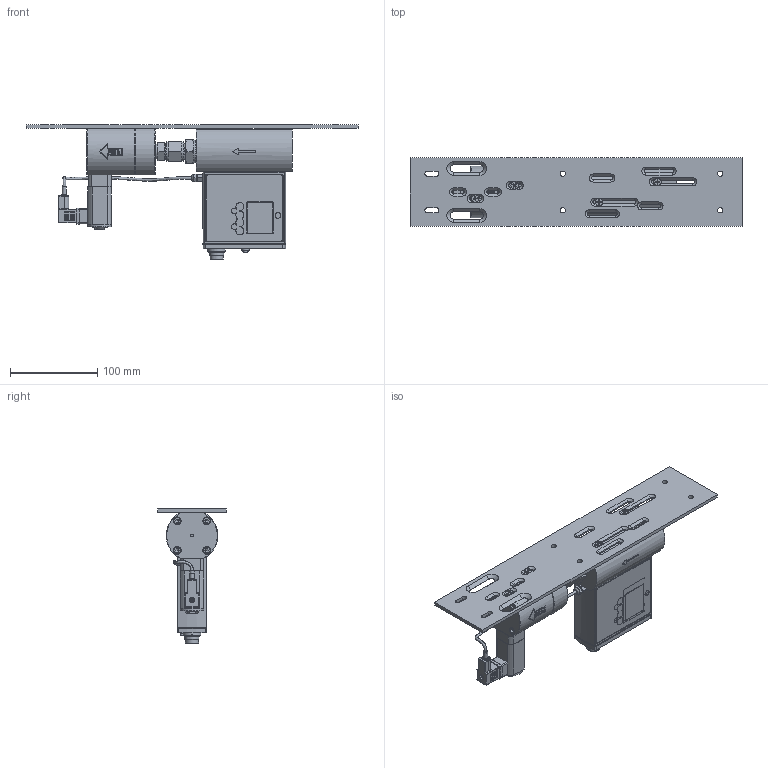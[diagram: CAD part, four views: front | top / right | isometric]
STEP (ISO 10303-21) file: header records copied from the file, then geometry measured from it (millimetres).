
FILE_DESCRIPTION(/* description */ (''),/* implementation_level */ '2;1');
FILE_NAME(/* name */ 'D-6373+002AI.stp',/* time_stamp */ '2016-10-31T15:48:03+01:00',/* author */ ('marleen'),/* organization */ (''),/* preprocessor_version */ 'ST-DEVELOPER v16.1',/* originating_system */ 'Autodesk Inventor 2016',/* authorisation */ '');
FILE_SCHEMA (('AUTOMOTIVE_DESIGN { 1 0 10303 214 3 1 1 }'));
Length unit declared in the file: millimetre
Products named in the file (1): Part2
Bounding box: 380 x 78 x 153.5 mm (x, y, z)
Volume: 928527.8 mm3; surface area: 156214.3 mm2
Topology: 1 solids, 26 shells, 1243 faces, 3207 edges, 2153 vertices
Faces by surface type: plane 630, cylinder 290, cone 180, bspline 75, torus 54, sphere 14
Full cylindrical faces by diameter (mm): 1 x8, 2.013 x2, 2.459 x7, 2.693 x2, 2.88 x2, 3 x10, 3.242 x2, 3.4 x4, 3.571 x4, 3.6 x3, 3.75 x2, 4 x6, 4.134 x4, 4.3 x2, 5 x1, 5.4 x1, 5.5 x5, 5.842 x1, 5.9 x1, 6 x7, 6.2 x1, 6.4 x1, 6.5 x1, 6.7 x1, 6.81 x1, 7 x1, 8.3 x1, 8.4 x4, 8.5 x4, 9 x6
Entity records: 43970 total; most frequent: CARTESIAN_POINT 14411, DIRECTION 5734, ORIENTED_EDGE 5666, EDGE_CURVE 2833, AXIS2_PLACEMENT_3D 2136, VERTEX_POINT 1901, EDGE_LOOP 1578, LINE 1462
